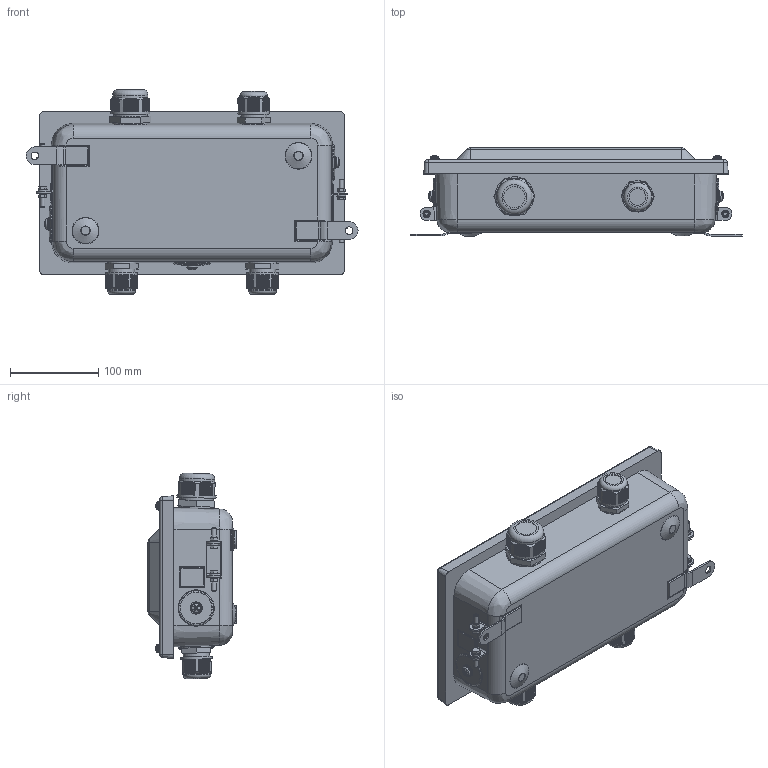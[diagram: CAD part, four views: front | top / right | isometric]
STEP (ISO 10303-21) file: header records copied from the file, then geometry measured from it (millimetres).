
FILE_DESCRIPTION(/* description */ (''),/* implementation_level */ '2;1');
FILE_NAME(/* name */ '',/* time_stamp */ '2025-07-22T09:10:06+07:00',/* author */ ('zeta-72'),/* organization */ (''),/* preprocessor_version */ 'ST-DEVELOPER v19.2',/* originating_system */ 'Autodesk Inventor 2024',/* authorisation */ '');
FILE_SCHEMA (('AUTOMOTIVE_DESIGN { 1 0 10303 214 3 1 1 }'));
Products named in the file (1): ЗЭТА.030.317.000 СБ Коробка 
клеммная КЗНС-16 I
P54_Упростить_1
Bounding box: 377 x 100 x 233.69 mm (x, y, z)
Volume: 4604172.5 mm3; surface area: 241444.4 mm2
Topology: 1 solids, 1 shells, 2264 faces, 6337 edges, 4153 vertices
Faces by surface type: plane 1143, cylinder 726, bspline 182, cone 137, torus 65, sphere 11
Full cylindrical faces by diameter (mm): 5 x8, 6.7 x4, 8.5 x2, 10 x8, 14 x3, 18.7 x3, 24.2 x1, 29.8 x3, 31.5 x3, 32.5 x3, 35.6 x3, 36 x3, 38.2 x1, 40 x1, 42 x1, 44.4 x1
Entity records: 80753 total; most frequent: CARTESIAN_POINT 24013, ORIENTED_EDGE 12644, DIRECTION 9932, EDGE_CURVE 6322, VERTEX_POINT 4153, AXIS2_PLACEMENT_3D 3383, LINE 3166, VECTOR 3166
